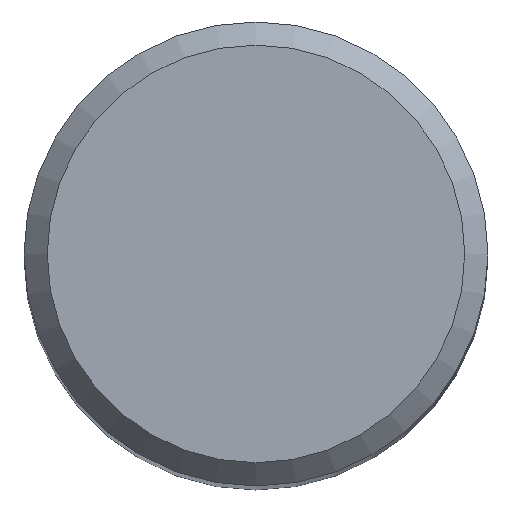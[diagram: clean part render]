
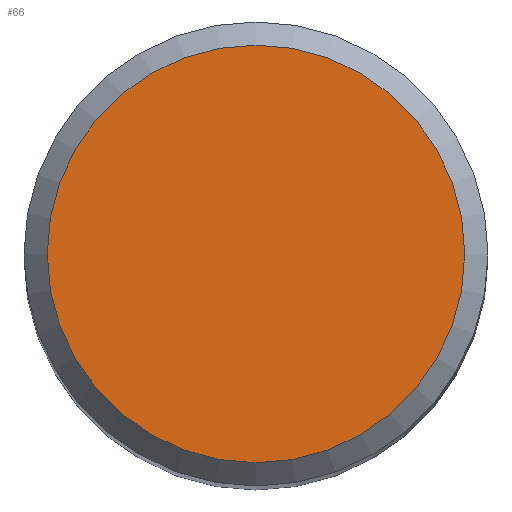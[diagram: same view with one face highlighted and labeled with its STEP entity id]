
A CAD part, top view. The second image highlights one B-rep face of the part: STEP entity #66.
In plain terms, the highlighted planar face has unit normal (0, 0, 1).
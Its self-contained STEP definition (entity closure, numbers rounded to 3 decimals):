
#17 = ORIENTED_EDGE ( 'NONE', *, *, #182, .F. ) ;
#19 = FACE_OUTER_BOUND ( 'NONE', #95, .T. ) ;
#27 = DIRECTION ( 'NONE',  ( 0., 1., 0. ) ) ;
#28 = DIRECTION ( 'NONE',  ( 0., 0., -1. ) ) ;
#33 = VERTEX_POINT ( 'NONE', #135 ) ;
#34 = CIRCLE ( 'NONE', #211, 4.5 ) ;
#45 = DIRECTION ( 'NONE',  ( 0., 1., 0. ) ) ;
#62 = DIRECTION ( 'NONE',  ( 0., 0., -1. ) ) ;
#66 = ADVANCED_FACE ( 'NONE', ( #19 ), #204, .F. ) ;
#79 = CARTESIAN_POINT ( 'NONE',  ( 0., 0., 72. ) ) ;
#95 = EDGE_LOOP ( 'NONE', ( #17 ) ) ;
#130 = CARTESIAN_POINT ( 'NONE',  ( 0., 0., 72. ) ) ;
#135 = CARTESIAN_POINT ( 'NONE',  ( 0., 4.5, 72. ) ) ;
#182 = EDGE_CURVE ( 'NONE', #33, #33, #34, .T. ) ;
#204 = PLANE ( 'NONE',  #210 ) ;
#210 = AXIS2_PLACEMENT_3D ( 'NONE', #130, #28, #45 ) ;
#211 = AXIS2_PLACEMENT_3D ( 'NONE', #79, #62, #27 ) ;
